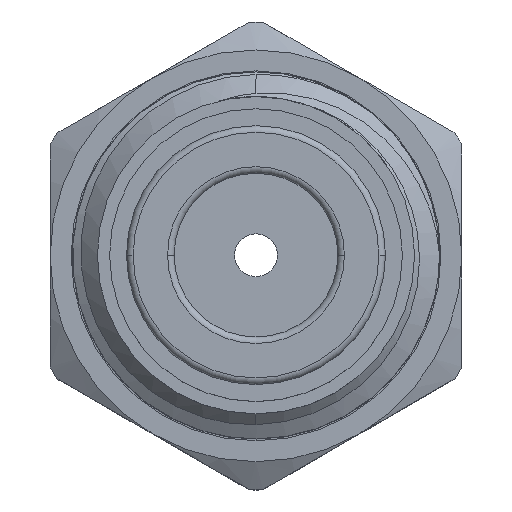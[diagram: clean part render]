
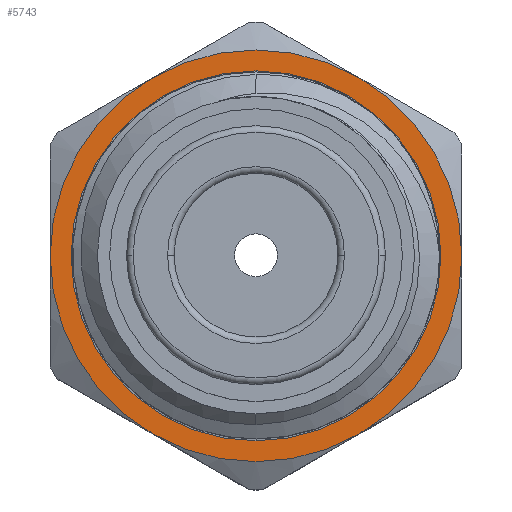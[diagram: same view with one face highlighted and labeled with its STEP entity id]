
A CAD part, top view. The second image highlights one B-rep face of the part: STEP entity #5743.
In plain terms, the highlighted planar face has unit normal (0, 0, 1).
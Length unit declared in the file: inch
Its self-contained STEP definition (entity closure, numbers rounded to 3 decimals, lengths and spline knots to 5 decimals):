
#14 = CARTESIAN_POINT ( 'NONE',  ( 0., 0., 0.93 ) ) ;
#198 = CARTESIAN_POINT ( 'NONE',  ( 0.15625, -0.27063, 0.93 ) ) ;
#558 = AXIS2_PLACEMENT_3D ( 'NONE', #6318, #3989, #11735 ) ;
#870 = EDGE_CURVE ( 'NONE', #10487, #11404, #11643, .T. ) ;
#908 = DIRECTION ( 'NONE',  ( 0., -1., 0. ) ) ;
#949 = CIRCLE ( 'NONE', #13461, 0.28075 ) ;
#1414 = CARTESIAN_POINT ( 'NONE',  ( 0., 0., 0.93 ) ) ;
#1767 = DIRECTION ( 'NONE',  ( 0., 0., -1. ) ) ;
#1845 = AXIS2_PLACEMENT_3D ( 'NONE', #7319, #1767, #6273 ) ;
#1996 = ORIENTED_EDGE ( 'NONE', *, *, #2759, .F. ) ;
#2759 = EDGE_CURVE ( 'NONE', #11404, #12417, #13931, .T. ) ;
#2915 = AXIS2_PLACEMENT_3D ( 'NONE', #3034, #4088, #9589 ) ;
#3034 = CARTESIAN_POINT ( 'NONE',  ( 0., 0., 0.93 ) ) ;
#3070 = ORIENTED_EDGE ( 'NONE', *, *, #870, .F. ) ;
#3198 = CIRCLE ( 'NONE', #558, 0.3125 ) ;
#3757 = VERTEX_POINT ( 'NONE', #10298 ) ;
#3975 = CARTESIAN_POINT ( 'NONE',  ( 0., 0., 0.93 ) ) ;
#3989 = DIRECTION ( 'NONE',  ( 0., 0., -1. ) ) ;
#3996 = DIRECTION ( 'NONE',  ( 0., 0., 1. ) ) ;
#4088 = DIRECTION ( 'NONE',  ( 0., 0., -1. ) ) ;
#4092 = CARTESIAN_POINT ( 'NONE',  ( 0., 0., 0.93 ) ) ;
#4123 = FACE_OUTER_BOUND ( 'NONE', #11546, .T. ) ;
#4325 = ORIENTED_EDGE ( 'NONE', *, *, #11716, .F. ) ;
#4742 = ORIENTED_EDGE ( 'NONE', *, *, #11624, .F. ) ;
#4777 = VERTEX_POINT ( 'NONE', #8514 ) ;
#5083 = CIRCLE ( 'NONE', #2915, 0.28075 ) ;
#5202 = AXIS2_PLACEMENT_3D ( 'NONE', #14, #7771, #13406 ) ;
#5458 = ORIENTED_EDGE ( 'NONE', *, *, #8576, .T. ) ;
#5743 = ADVANCED_FACE ( 'NONE', ( #4123, #8460 ), #8187, .T. ) ;
#5790 = VERTEX_POINT ( 'NONE', #7554 ) ;
#6168 = DIRECTION ( 'NONE',  ( 0., 0., -1. ) ) ;
#6273 = DIRECTION ( 'NONE',  ( 0., -1., 0. ) ) ;
#6318 = CARTESIAN_POINT ( 'NONE',  ( 0., 0., 0.93 ) ) ;
#6381 = AXIS2_PLACEMENT_3D ( 'NONE', #13799, #3996, #7221 ) ;
#6571 = EDGE_CURVE ( 'NONE', #12417, #5790, #3198, .T. ) ;
#6641 = EDGE_CURVE ( 'NONE', #8135, #10487, #13074, .T. ) ;
#6679 = ORIENTED_EDGE ( 'NONE', *, *, #6571, .F. ) ;
#6937 = EDGE_LOOP ( 'NONE', ( #11168, #5458 ) ) ;
#7195 = DIRECTION ( 'NONE',  ( 0., -1., 0. ) ) ;
#7221 = DIRECTION ( 'NONE',  ( 0., -1., 0. ) ) ;
#7260 = DIRECTION ( 'NONE',  ( 0., 1., 0. ) ) ;
#7319 = CARTESIAN_POINT ( 'NONE',  ( 0., 0., 0.93 ) ) ;
#7358 = CARTESIAN_POINT ( 'NONE',  ( -0.3125, 0., 0.93 ) ) ;
#7554 = CARTESIAN_POINT ( 'NONE',  ( -0.15625, 0.27063, 0.93 ) ) ;
#7771 = DIRECTION ( 'NONE',  ( 0., 0., -1. ) ) ;
#8106 = DIRECTION ( 'NONE',  ( 0., -1., 0. ) ) ;
#8123 = ORIENTED_EDGE ( 'NONE', *, *, #6641, .F. ) ;
#8135 = VERTEX_POINT ( 'NONE', #10343 ) ;
#8155 = AXIS2_PLACEMENT_3D ( 'NONE', #4092, #14171, #908 ) ;
#8187 = PLANE ( 'NONE',  #6381 ) ;
#8440 = DIRECTION ( 'NONE',  ( 0., 0., -1. ) ) ;
#8460 = FACE_BOUND ( 'NONE', #6937, .T. ) ;
#8514 = CARTESIAN_POINT ( 'NONE',  ( 0., -0.28075, 0.93 ) ) ;
#8576 = EDGE_CURVE ( 'NONE', #4777, #9196, #949, .T. ) ;
#9196 = VERTEX_POINT ( 'NONE', #13315 ) ;
#9408 = AXIS2_PLACEMENT_3D ( 'NONE', #3975, #8440, #7195 ) ;
#9589 = DIRECTION ( 'NONE',  ( 0., 1., 0. ) ) ;
#10298 = CARTESIAN_POINT ( 'NONE',  ( 0.15625, 0.27063, 0.93 ) ) ;
#10343 = CARTESIAN_POINT ( 'NONE',  ( 0.3125, 0., 0.93 ) ) ;
#10382 = AXIS2_PLACEMENT_3D ( 'NONE', #1414, #12385, #8106 ) ;
#10487 = VERTEX_POINT ( 'NONE', #198 ) ;
#11168 = ORIENTED_EDGE ( 'NONE', *, *, #12342, .T. ) ;
#11404 = VERTEX_POINT ( 'NONE', #11970 ) ;
#11546 = EDGE_LOOP ( 'NONE', ( #1996, #3070, #8123, #4325, #4742, #6679 ) ) ;
#11624 = EDGE_CURVE ( 'NONE', #5790, #3757, #12724, .T. ) ;
#11643 = CIRCLE ( 'NONE', #9408, 0.3125 ) ;
#11716 = EDGE_CURVE ( 'NONE', #3757, #8135, #12343, .T. ) ;
#11735 = DIRECTION ( 'NONE',  ( -1., 0., 0. ) ) ;
#11777 = CARTESIAN_POINT ( 'NONE',  ( 0., 0., 0.93 ) ) ;
#11970 = CARTESIAN_POINT ( 'NONE',  ( -0.15625, -0.27063, 0.93 ) ) ;
#12342 = EDGE_CURVE ( 'NONE', #9196, #4777, #5083, .T. ) ;
#12343 = CIRCLE ( 'NONE', #10382, 0.3125 ) ;
#12385 = DIRECTION ( 'NONE',  ( 0., 0., -1. ) ) ;
#12417 = VERTEX_POINT ( 'NONE', #7358 ) ;
#12724 = CIRCLE ( 'NONE', #5202, 0.3125 ) ;
#13074 = CIRCLE ( 'NONE', #1845, 0.3125 ) ;
#13315 = CARTESIAN_POINT ( 'NONE',  ( 0., 0.28075, 0.93 ) ) ;
#13406 = DIRECTION ( 'NONE',  ( 0., -1., 0. ) ) ;
#13461 = AXIS2_PLACEMENT_3D ( 'NONE', #11777, #6168, #7260 ) ;
#13799 = CARTESIAN_POINT ( 'NONE',  ( 0., 0.28075, 0.93 ) ) ;
#13931 = CIRCLE ( 'NONE', #8155, 0.3125 ) ;
#14171 = DIRECTION ( 'NONE',  ( 0., 0., -1. ) ) ;
